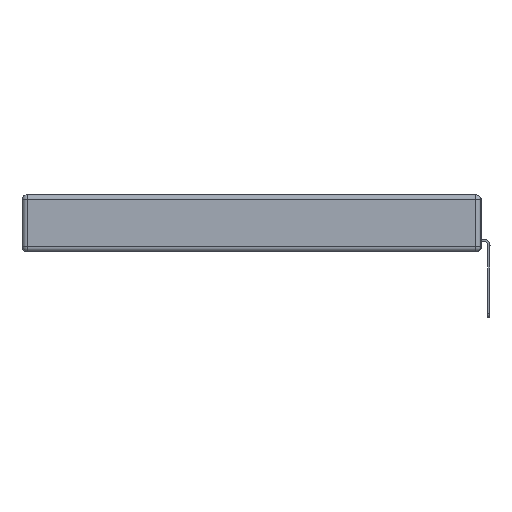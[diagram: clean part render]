
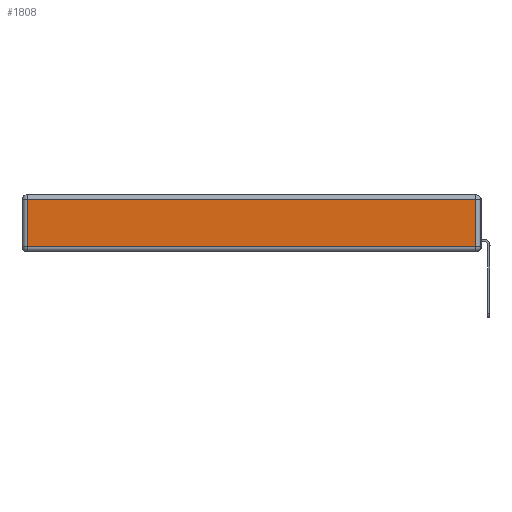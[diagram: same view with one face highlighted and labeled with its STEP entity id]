
A CAD part, left-side view. The second image highlights one B-rep face of the part: STEP entity #1808.
In plain terms, the highlighted planar face has unit normal (-1, 0, 0).
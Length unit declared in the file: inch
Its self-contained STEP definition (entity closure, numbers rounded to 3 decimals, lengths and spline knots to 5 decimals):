
#25 = CARTESIAN_POINT ( 'NONE',  ( 0., 0., -0.343 ) ) ;
#43 = CARTESIAN_POINT ( 'NONE',  ( 0., 2.72, -0.03 ) ) ;
#169 = CARTESIAN_POINT ( 'NONE',  ( 0., 0.03, -0.313 ) ) ;
#228 = DIRECTION ( 'NONE',  ( 0., 1., 0. ) ) ;
#461 = VERTEX_POINT ( 'NONE', #169 ) ;
#755 = DIRECTION ( 'NONE',  ( 0., 0., 1. ) ) ;
#1437 = PLANE ( 'NONE',  #7794 ) ;
#1808 = ADVANCED_FACE ( 'NONE', ( #8501 ), #1437, .T. ) ;
#2027 = EDGE_CURVE ( 'NONE', #11162, #14433, #12508, .T. ) ;
#2697 = CARTESIAN_POINT ( 'NONE',  ( 0., 0.03, -0.343 ) ) ;
#2886 = DIRECTION ( 'NONE',  ( 0., 0., 1. ) ) ;
#6688 = CARTESIAN_POINT ( 'NONE',  ( 0., 2.72, -0.343 ) ) ;
#7554 = EDGE_LOOP ( 'NONE', ( #17920, #9357, #15887, #12783 ) ) ;
#7794 = AXIS2_PLACEMENT_3D ( 'NONE', #25, #11341, #755 ) ;
#8501 = FACE_OUTER_BOUND ( 'NONE', #7554, .T. ) ;
#8512 = EDGE_CURVE ( 'NONE', #461, #14116, #15388, .T. ) ;
#8792 = VECTOR ( 'NONE', #18181, 39.37008 ) ;
#9355 = CARTESIAN_POINT ( 'NONE',  ( 0., 2.72, -0.313 ) ) ;
#9357 = ORIENTED_EDGE ( 'NONE', *, *, #8512, .T. ) ;
#10196 = VECTOR ( 'NONE', #228, 39.37008 ) ;
#11162 = VERTEX_POINT ( 'NONE', #43 ) ;
#11341 = DIRECTION ( 'NONE',  ( -1., 0., 0. ) ) ;
#12508 = LINE ( 'NONE', #6688, #8792 ) ;
#12783 = ORIENTED_EDGE ( 'NONE', *, *, #2027, .T. ) ;
#13802 = EDGE_CURVE ( 'NONE', #14433, #461, #14188, .T. ) ;
#14086 = CARTESIAN_POINT ( 'NONE',  ( 0., 0.03, -0.03 ) ) ;
#14104 = CARTESIAN_POINT ( 'NONE',  ( 0., 0., -0.313 ) ) ;
#14116 = VERTEX_POINT ( 'NONE', #14086 ) ;
#14188 = LINE ( 'NONE', #14104, #16187 ) ;
#14433 = VERTEX_POINT ( 'NONE', #9355 ) ;
#14690 = CARTESIAN_POINT ( 'NONE',  ( 0., 2.75, -0.03 ) ) ;
#15388 = LINE ( 'NONE', #2697, #17850 ) ;
#15876 = DIRECTION ( 'NONE',  ( 0., -1., 0. ) ) ;
#15887 = ORIENTED_EDGE ( 'NONE', *, *, #16367, .T. ) ;
#16187 = VECTOR ( 'NONE', #15876, 39.37008 ) ;
#16367 = EDGE_CURVE ( 'NONE', #14116, #11162, #17487, .T. ) ;
#17487 = LINE ( 'NONE', #14690, #10196 ) ;
#17850 = VECTOR ( 'NONE', #2886, 39.37008 ) ;
#17920 = ORIENTED_EDGE ( 'NONE', *, *, #13802, .T. ) ;
#18181 = DIRECTION ( 'NONE',  ( 0., 0., -1. ) ) ;
